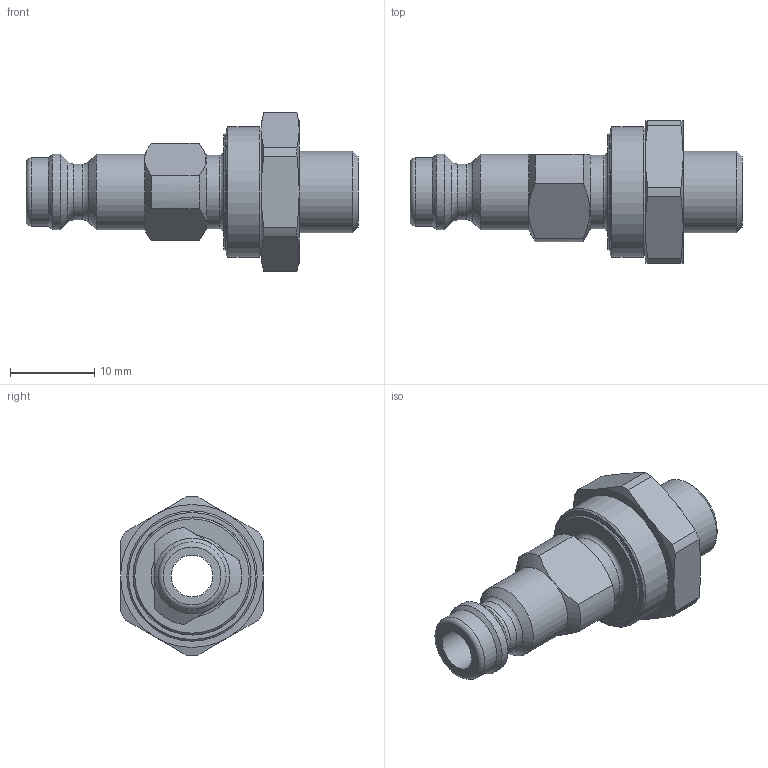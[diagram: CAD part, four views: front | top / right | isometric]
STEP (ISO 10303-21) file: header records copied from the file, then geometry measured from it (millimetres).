
FILE_DESCRIPTION(/* description */ (''),/* implementation_level */ '2;1');
FILE_NAME(/* name */ '21sfaw10mxn3.stp',/* time_stamp */ '2019-10-04T08:17:51+02:00',/* author */ ('IA176480'),/* organization */ (''),/* preprocessor_version */ 'ST-DEVELOPER v17',/* originating_system */ 'Autodesk Inventor 2019',/* authorisation */ '');
FILE_SCHEMA (('AUTOMOTIVE_DESIGN { 1 0 10303 214 3 1 1 }'));
Length unit declared in the file: millimetre
Products named in the file (3): 21SFAW10MXX3; 21SFAW10MXX3S; D103012
Assembly tree (2 placements, depth 2):
  21SFAW10MXX3
    21SFAW10MXX3S
    D103012
Bounding box: 39.5 x 17 x 19 mm (x, y, z)
Volume: 3195.7 mm3; surface area: 2872.7 mm2
Topology: 2 solids, 2 shells, 65 faces, 173 edges, 115 vertices
Faces by surface type: cone 25, cylinder 20, plane 16, torus 4
Full cylindrical faces by diameter (mm): 4.95 x1, 6.65 x1, 8.1 x1, 8.7 x1, 9 x2, 9.728 x1, 13.85 x1, 14 x1, 14.05 x1, 15.5 x1
Entity records: 2165 total; most frequent: CARTESIAN_POINT 424, DIRECTION 381, ORIENTED_EDGE 346, EDGE_CURVE 173, AXIS2_PLACEMENT_3D 171, VERTEX_POINT 115, CIRCLE 101, EDGE_LOOP 72
